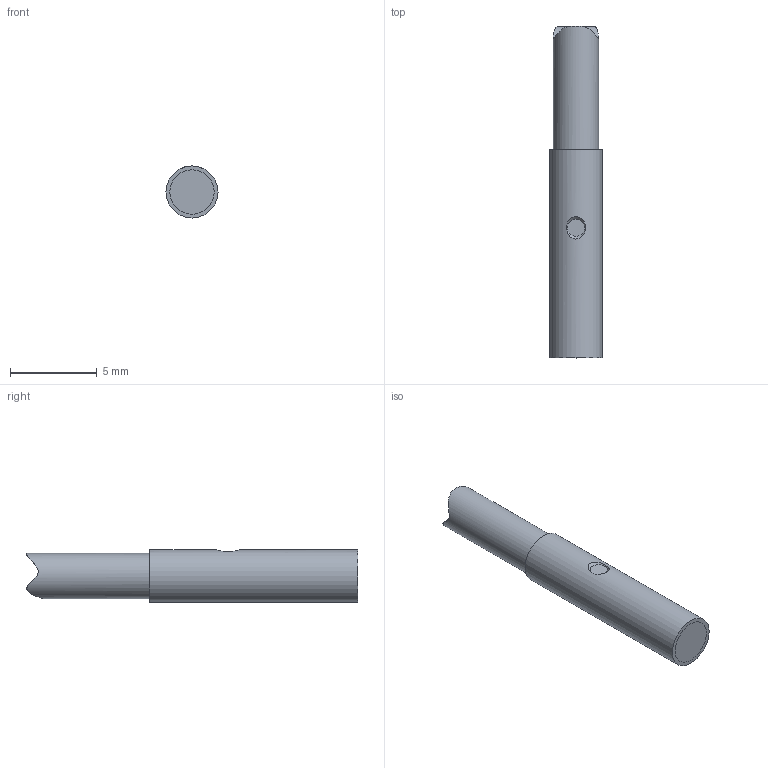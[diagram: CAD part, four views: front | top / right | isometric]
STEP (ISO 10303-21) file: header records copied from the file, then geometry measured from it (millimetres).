
FILE_DESCRIPTION (( 'STEP AP214' ), '1' );
FILE_NAME ('DW-AD-623-03-960.STEP', '2023-03-28T09:55:47', ( '' ), ( '' ), 'SwSTEP 2.0', 'SolidWorks 2021', '' );
FILE_SCHEMA (( 'AUTOMOTIVE_DESIGN' ));
Length unit declared in the file: inch
Products named in the file (1): DW-AD-623-03-960
Bounding box: 3 x 19.13 x 3 mm (x, y, z)
Volume: 120.4 mm3; surface area: 184.1 mm2
Topology: 1 solids, 1 shells, 9 faces, 17 edges, 14 vertices
Faces by surface type: plane 5, cylinder 2, bspline 1, cone 1
Full cylindrical faces by diameter (mm): 2.6 x1, 3 x1
Entity records: 450 total; most frequent: CARTESIAN_POINT 250, DIRECTION 30, ORIENTED_EDGE 24, EDGE_LOOP 16, AXIS2_PLACEMENT_3D 14, VERTEX_POINT 12, EDGE_CURVE 12, FACE_OUTER_BOUND 11
